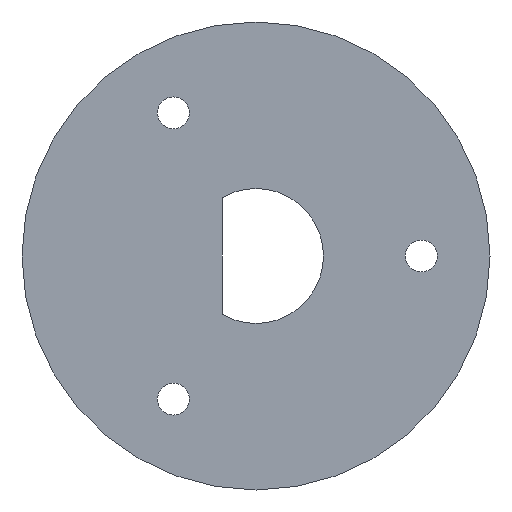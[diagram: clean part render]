
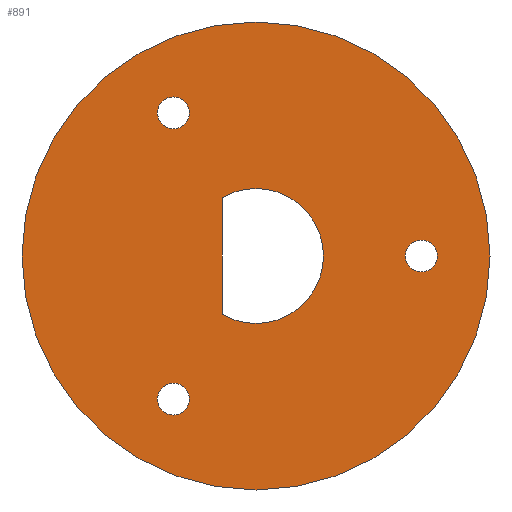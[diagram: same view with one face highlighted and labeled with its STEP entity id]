
A CAD part, front view. The second image highlights one B-rep face of the part: STEP entity #891.
In plain terms, the highlighted planar face has unit normal (0, -1, 0).
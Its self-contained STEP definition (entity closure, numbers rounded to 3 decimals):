
#21 = EDGE_CURVE ( 'NONE', #455, #1448, #581, .T. ) ;
#25 = DIRECTION ( 'NONE',  ( 0., 0., -1. ) ) ;
#26 = FACE_OUTER_BOUND ( 'NONE', #1203, .T. ) ;
#30 = CIRCLE ( 'NONE', #1041, 1.5 ) ;
#32 = FACE_BOUND ( 'NONE', #955, .T. ) ;
#33 = VERTEX_POINT ( 'NONE', #522 ) ;
#37 = DIRECTION ( 'NONE',  ( 0., -1., 0. ) ) ;
#44 = CARTESIAN_POINT ( 'NONE',  ( 0., -28., 6.35 ) ) ;
#50 = DIRECTION ( 'NONE',  ( 0., -1., 0. ) ) ;
#71 = CARTESIAN_POINT ( 'NONE',  ( 0., -28., 22. ) ) ;
#78 = EDGE_CURVE ( 'NONE', #97, #1052, #283, .T. ) ;
#81 = DIRECTION ( 'NONE',  ( 0., 1., 0. ) ) ;
#97 = VERTEX_POINT ( 'NONE', #1058 ) ;
#119 = ORIENTED_EDGE ( 'NONE', *, *, #324, .T. ) ;
#144 = FACE_BOUND ( 'NONE', #380, .T. ) ;
#161 = DIRECTION ( 'NONE',  ( 0., 0., -1. ) ) ;
#177 = LINE ( 'NONE', #729, #585 ) ;
#179 = ORIENTED_EDGE ( 'NONE', *, *, #1260, .T. ) ;
#201 = DIRECTION ( 'NONE',  ( 0., 0., -1. ) ) ;
#230 = DIRECTION ( 'NONE',  ( 0., 1., 0. ) ) ;
#242 = CARTESIAN_POINT ( 'NONE',  ( 15.54, -28., 0. ) ) ;
#247 = FACE_BOUND ( 'NONE', #959, .T. ) ;
#259 = DIRECTION ( 'NONE',  ( 0., -1., 0. ) ) ;
#263 = DIRECTION ( 'NONE',  ( 0., 0., -1. ) ) ;
#267 = CARTESIAN_POINT ( 'NONE',  ( -7.77, -28., -14.958 ) ) ;
#275 = AXIS2_PLACEMENT_3D ( 'NONE', #360, #259, #25 ) ;
#283 = CIRCLE ( 'NONE', #1398, 22. ) ;
#284 = CARTESIAN_POINT ( 'NONE',  ( -7.77, -28., 11.958 ) ) ;
#293 = VERTEX_POINT ( 'NONE', #1335 ) ;
#324 = EDGE_CURVE ( 'NONE', #293, #598, #551, .T. ) ;
#328 = DIRECTION ( 'NONE',  ( 0., -1., 0. ) ) ;
#334 = CARTESIAN_POINT ( 'NONE',  ( -7.77, -28., -13.458 ) ) ;
#353 = CIRCLE ( 'NONE', #275, 22. ) ;
#360 = CARTESIAN_POINT ( 'NONE',  ( 0., -28., 0. ) ) ;
#376 = AXIS2_PLACEMENT_3D ( 'NONE', #334, #81, #781 ) ;
#377 = CARTESIAN_POINT ( 'NONE',  ( 0., -28., 0. ) ) ;
#379 = CIRCLE ( 'NONE', #1283, 6.35 ) ;
#380 = EDGE_LOOP ( 'NONE', ( #119, #558 ) ) ;
#387 = CARTESIAN_POINT ( 'NONE',  ( -3.175, -28., -5.499 ) ) ;
#395 = DIRECTION ( 'NONE',  ( 0., -1., 0. ) ) ;
#451 = AXIS2_PLACEMENT_3D ( 'NONE', #242, #933, #689 ) ;
#455 = VERTEX_POINT ( 'NONE', #1386 ) ;
#458 = CARTESIAN_POINT ( 'NONE',  ( 15.54, -28., 0. ) ) ;
#481 = DIRECTION ( 'NONE',  ( 0., -1., 0. ) ) ;
#487 = EDGE_CURVE ( 'NONE', #1305, #957, #1207, .T. ) ;
#490 = CARTESIAN_POINT ( 'NONE',  ( 0., -28., -6.35 ) ) ;
#501 = CARTESIAN_POINT ( 'NONE',  ( 0., -28., 0. ) ) ;
#518 = AXIS2_PLACEMENT_3D ( 'NONE', #740, #615, #1329 ) ;
#522 = CARTESIAN_POINT ( 'NONE',  ( 15.54, -28., 1.5 ) ) ;
#528 = EDGE_CURVE ( 'NONE', #530, #930, #379, .T. ) ;
#530 = VERTEX_POINT ( 'NONE', #387 ) ;
#545 = DIRECTION ( 'NONE',  ( 0., 1., 0. ) ) ;
#551 = CIRCLE ( 'NONE', #1168, 1.5 ) ;
#558 = ORIENTED_EDGE ( 'NONE', *, *, #963, .T. ) ;
#581 = CIRCLE ( 'NONE', #376, 1.5 ) ;
#585 = VECTOR ( 'NONE', #201, 1000. ) ;
#588 = CIRCLE ( 'NONE', #1431, 6.35 ) ;
#598 = VERTEX_POINT ( 'NONE', #284 ) ;
#615 = DIRECTION ( 'NONE',  ( 0., 1., 0. ) ) ;
#655 = ORIENTED_EDGE ( 'NONE', *, *, #1151, .T. ) ;
#660 = DIRECTION ( 'NONE',  ( 0., 0., 1. ) ) ;
#675 = DIRECTION ( 'NONE',  ( 0., 0., -1. ) ) ;
#689 = DIRECTION ( 'NONE',  ( 0., 0., 1. ) ) ;
#697 = CARTESIAN_POINT ( 'NONE',  ( 0., -28., 0. ) ) ;
#711 = PLANE ( 'NONE',  #1118 ) ;
#714 = ORIENTED_EDGE ( 'NONE', *, *, #1096, .F. ) ;
#729 = CARTESIAN_POINT ( 'NONE',  ( -3.175, -28., 0. ) ) ;
#740 = CARTESIAN_POINT ( 'NONE',  ( -7.77, -28., 13.458 ) ) ;
#748 = EDGE_CURVE ( 'NONE', #765, #33, #759, .T. ) ;
#759 = CIRCLE ( 'NONE', #1264, 1.5 ) ;
#765 = VERTEX_POINT ( 'NONE', #911 ) ;
#769 = EDGE_LOOP ( 'NONE', ( #772, #655 ) ) ;
#772 = ORIENTED_EDGE ( 'NONE', *, *, #21, .T. ) ;
#781 = DIRECTION ( 'NONE',  ( 0., 0., 1. ) ) ;
#829 = ORIENTED_EDGE ( 'NONE', *, *, #78, .T. ) ;
#841 = CIRCLE ( 'NONE', #451, 1.5 ) ;
#881 = DIRECTION ( 'NONE',  ( 0., 0., 1. ) ) ;
#891 = ADVANCED_FACE ( 'NONE', ( #32, #1056, #247, #144, #26 ), #711, .T. ) ;
#908 = CARTESIAN_POINT ( 'NONE',  ( -7.77, -28., -13.458 ) ) ;
#911 = CARTESIAN_POINT ( 'NONE',  ( 15.54, -28., -1.5 ) ) ;
#926 = CIRCLE ( 'NONE', #518, 1.5 ) ;
#930 = VERTEX_POINT ( 'NONE', #490 ) ;
#933 = DIRECTION ( 'NONE',  ( 0., 1., 0. ) ) ;
#955 = EDGE_LOOP ( 'NONE', ( #1208, #1068, #714, #1167 ) ) ;
#957 = VERTEX_POINT ( 'NONE', #1075 ) ;
#959 = EDGE_LOOP ( 'NONE', ( #1084, #1409 ) ) ;
#963 = EDGE_CURVE ( 'NONE', #598, #293, #926, .T. ) ;
#1000 = EDGE_CURVE ( 'NONE', #957, #530, #177, .T. ) ;
#1041 = AXIS2_PLACEMENT_3D ( 'NONE', #908, #230, #1458 ) ;
#1044 = DIRECTION ( 'NONE',  ( 0., 0., -1. ) ) ;
#1052 = VERTEX_POINT ( 'NONE', #71 ) ;
#1056 = FACE_BOUND ( 'NONE', #769, .T. ) ;
#1058 = CARTESIAN_POINT ( 'NONE',  ( 0., -28., -22. ) ) ;
#1068 = ORIENTED_EDGE ( 'NONE', *, *, #487, .F. ) ;
#1075 = CARTESIAN_POINT ( 'NONE',  ( -3.175, -28., 5.499 ) ) ;
#1084 = ORIENTED_EDGE ( 'NONE', *, *, #1250, .T. ) ;
#1091 = CARTESIAN_POINT ( 'NONE',  ( -7.77, -28., 13.458 ) ) ;
#1096 = EDGE_CURVE ( 'NONE', #930, #1305, #588, .T. ) ;
#1118 = AXIS2_PLACEMENT_3D ( 'NONE', #697, #37, #161 ) ;
#1137 = AXIS2_PLACEMENT_3D ( 'NONE', #1391, #481, #1044 ) ;
#1151 = EDGE_CURVE ( 'NONE', #1448, #455, #30, .T. ) ;
#1167 = ORIENTED_EDGE ( 'NONE', *, *, #528, .F. ) ;
#1168 = AXIS2_PLACEMENT_3D ( 'NONE', #1091, #545, #660 ) ;
#1203 = EDGE_LOOP ( 'NONE', ( #179, #829 ) ) ;
#1207 = CIRCLE ( 'NONE', #1137, 6.35 ) ;
#1208 = ORIENTED_EDGE ( 'NONE', *, *, #1000, .F. ) ;
#1250 = EDGE_CURVE ( 'NONE', #33, #765, #841, .T. ) ;
#1258 = DIRECTION ( 'NONE',  ( 0., 1., 0. ) ) ;
#1260 = EDGE_CURVE ( 'NONE', #1052, #97, #353, .T. ) ;
#1264 = AXIS2_PLACEMENT_3D ( 'NONE', #458, #1258, #881 ) ;
#1279 = DIRECTION ( 'NONE',  ( 0., 0., -1. ) ) ;
#1283 = AXIS2_PLACEMENT_3D ( 'NONE', #501, #50, #1279 ) ;
#1305 = VERTEX_POINT ( 'NONE', #44 ) ;
#1329 = DIRECTION ( 'NONE',  ( 0., 0., 1. ) ) ;
#1335 = CARTESIAN_POINT ( 'NONE',  ( -7.77, -28., 14.958 ) ) ;
#1368 = CARTESIAN_POINT ( 'NONE',  ( 0., -28., 0. ) ) ;
#1386 = CARTESIAN_POINT ( 'NONE',  ( -7.77, -28., -11.958 ) ) ;
#1391 = CARTESIAN_POINT ( 'NONE',  ( 0., -28., 0. ) ) ;
#1398 = AXIS2_PLACEMENT_3D ( 'NONE', #377, #395, #263 ) ;
#1409 = ORIENTED_EDGE ( 'NONE', *, *, #748, .T. ) ;
#1431 = AXIS2_PLACEMENT_3D ( 'NONE', #1368, #328, #675 ) ;
#1448 = VERTEX_POINT ( 'NONE', #267 ) ;
#1458 = DIRECTION ( 'NONE',  ( 0., 0., 1. ) ) ;
